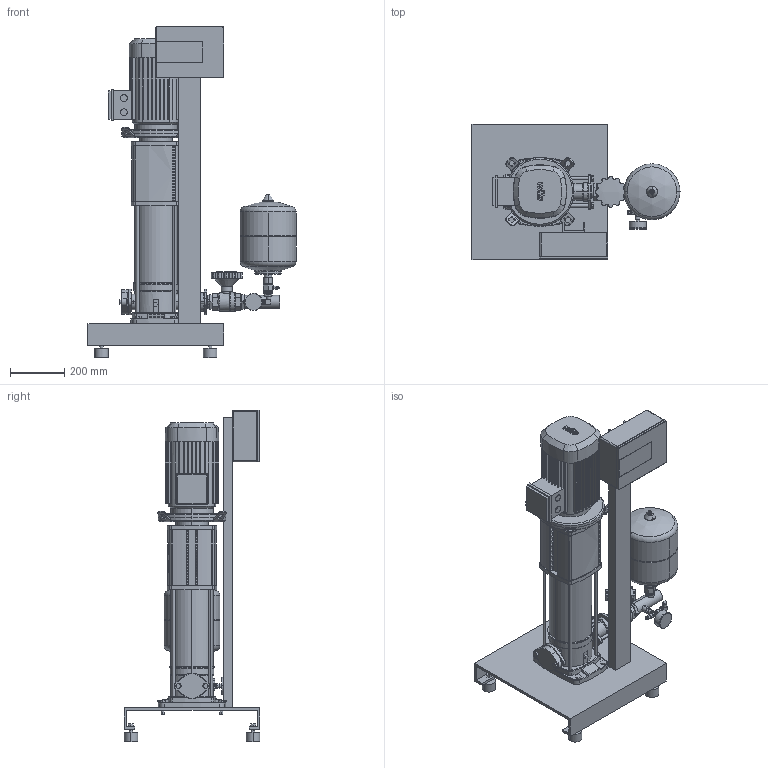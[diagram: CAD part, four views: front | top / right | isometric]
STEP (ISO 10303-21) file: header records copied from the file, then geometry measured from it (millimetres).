
FILE_DESCRIPTION((''),'2;1');
FILE_NAME('3d_CO-1HelixV1009_CE+-2534083.stp','2016-01-25T11:54:22',(''),(''),'Mechanical Desktop 2009','Mechanical Desktop 2009',', , ');
FILE_SCHEMA(('CONFIG_CONTROL_DESIGN'));
Length unit declared in the file: millimetre
Products named in the file (1): Product
Bounding box: 766 x 500 x 1220 mm (x, y, z)
Volume: 43086552 mm3; surface area: 3500791 mm2
Topology: 52 solids, 52 shells, 1873 faces, 4820 edges, 3136 vertices
Faces by surface type: plane 798, cylinder 450, bspline 440, cone 108, torus 70, sphere 7
Entity records: 62968 total; most frequent: CARTESIAN_POINT 17228, ORIENTED_EDGE 9636, DIRECTION 9095, EDGE_CURVE 4818, VERTEX_POINT 3135, AXIS2_PLACEMENT_3D 3078, VECTOR 2939, LINE 2939
